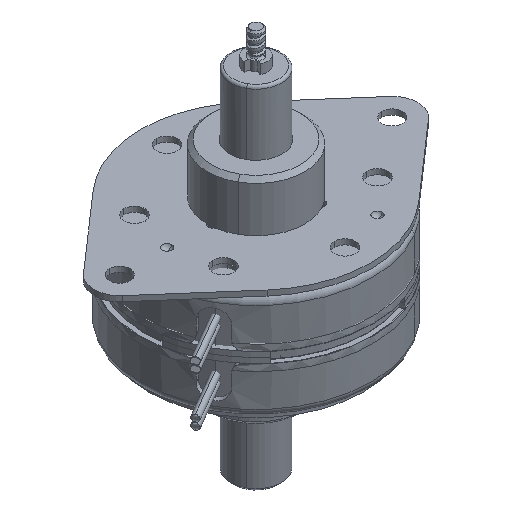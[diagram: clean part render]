
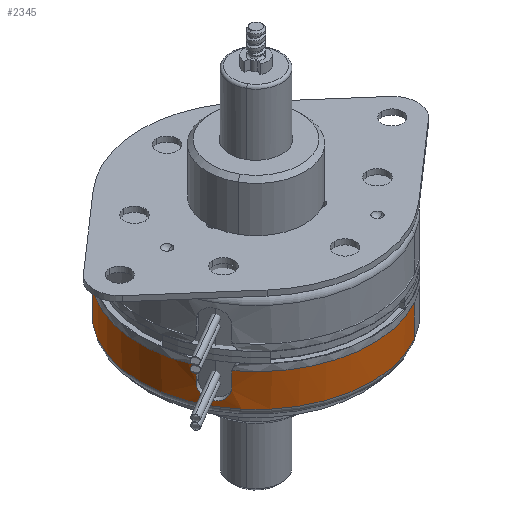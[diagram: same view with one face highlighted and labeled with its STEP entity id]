
A CAD part, isometric view. The second image highlights one B-rep face of the part: STEP entity #2345.
In plain terms, the highlighted cylindrical face has radius 17.856 mm (diameter 35.712 mm), a partial arc.
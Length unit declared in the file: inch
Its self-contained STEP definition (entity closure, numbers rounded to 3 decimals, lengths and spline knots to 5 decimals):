
#1789=CARTESIAN_POINT('',(-0.69855,-0.079,0.123));
#1790=CARTESIAN_POINT('',(-0.69855,-0.079,0.11711));
#1791=CARTESIAN_POINT('',(-0.6987,-0.07768,
0.10532));
#1792=CARTESIAN_POINT('',(-0.69934,-0.0718,
0.08848));
#1793=CARTESIAN_POINT('',(-0.70026,-0.0623,
0.07334));
#1794=CARTESIAN_POINT('',(-0.70129,-0.04965,
0.06069));
#1795=CARTESIAN_POINT('',(-0.70222,-0.03451,
0.0512));
#1796=CARTESIAN_POINT('',(-0.70284,-0.01767,
0.04532));
#1797=CARTESIAN_POINT('',(-0.70309,0.00001,
0.04334));
#1798=CARTESIAN_POINT('',(-0.70284,0.01769,
0.04533));
#1799=CARTESIAN_POINT('',(-0.70222,0.03453,
0.05121));
#1800=CARTESIAN_POINT('',(-0.70129,0.04967,
0.06071));
#1801=CARTESIAN_POINT('',(-0.70026,0.06231,
0.07336));
#1802=CARTESIAN_POINT('',(-0.69934,0.07181,
0.0885));
#1803=CARTESIAN_POINT('',(-0.6987,0.07768,
0.10534));
#1804=CARTESIAN_POINT('',(-0.69855,0.079,0.11712));
#1805=CARTESIAN_POINT('',(-0.69855,0.079,0.123));
#1835=CARTESIAN_POINT('',(0.,0.,0.256));
#1836=DIRECTION('',(0.,0.,-1.));
#1837=DIRECTION('',(0.,-1.,0.));
#1838=AXIS2_PLACEMENT_3D('',#1835,#1836,#1837);
#1854=CARTESIAN_POINT('',(0.,0.,0.256));
#1855=DIRECTION('',(0.,0.,-1.));
#1856=DIRECTION('',(-0.982,0.191,0.));
#1857=AXIS2_PLACEMENT_3D('',#1854,#1855,#1856);
#1872=CARTESIAN_POINT('',(-0.69855,0.079,0.201));
#1873=CARTESIAN_POINT('',(-0.69855,0.079,0.20508));
#1874=CARTESIAN_POINT('',(-0.69845,0.07991,
0.21325));
#1875=CARTESIAN_POINT('',(-0.69797,0.084,
0.22501));
#1876=CARTESIAN_POINT('',(-0.69715,0.09059,
0.23552));
#1877=CARTESIAN_POINT('',(-0.69596,0.09937,
0.24433));
#1878=CARTESIAN_POINT('',(-0.69439,0.10989,
0.25095));
#1879=CARTESIAN_POINT('',(-0.69244,0.12163,
0.25507));
#1880=CARTESIAN_POINT('',(-0.69091,0.12987,0.256));
#1881=CARTESIAN_POINT('',(-0.69011,0.134,0.256));
#1887=DIRECTION('',(0.,0.,1.));
#1888=VECTOR('',#1887,0.078);
#1889=CARTESIAN_POINT('',(-0.69855,-0.079,0.123));
#1890=LINE('',#1889,#1888);
#1891=CARTESIAN_POINT('',(-0.69855,-0.079,0.201));
#1892=CARTESIAN_POINT('',(-0.69855,-0.079,0.20518));
#1893=CARTESIAN_POINT('',(-0.69844,-0.07993,
0.21331));
#1894=CARTESIAN_POINT('',(-0.69797,-0.08404,
0.2251));
#1895=CARTESIAN_POINT('',(-0.69715,-0.09062,
0.23555));
#1896=CARTESIAN_POINT('',(-0.69597,-0.09935,
0.2443));
#1897=CARTESIAN_POINT('',(-0.6944,-0.1098,
0.25091));
#1898=CARTESIAN_POINT('',(-0.69245,-0.12156,
0.25505));
#1899=CARTESIAN_POINT('',(-0.69093,-0.12977,0.256));
#1900=CARTESIAN_POINT('',(-0.69011,-0.134,0.256));
#1902=DIRECTION('',(0.,0.,1.));
#1903=VECTOR('',#1902,0.241);
#1904=CARTESIAN_POINT('',(0.,0.703,0.015));
#1905=LINE('',#1904,#1903);
#1906=DIRECTION('',(0.,0.,-1.));
#1907=VECTOR('',#1906,0.078);
#1908=CARTESIAN_POINT('',(-0.69855,0.079,0.201));
#1909=LINE('',#1908,#1907);
#1910=DIRECTION('',(0.,0.,1.));
#1911=VECTOR('',#1910,0.241);
#1912=CARTESIAN_POINT('',(0.,-0.703,0.015));
#1913=LINE('',#1912,#1911);
#1929=CARTESIAN_POINT('',(0.,0.,0.015));
#1930=DIRECTION('',(0.,0.,1.));
#1931=DIRECTION('',(0.,1.,0.));
#1932=AXIS2_PLACEMENT_3D('',#1929,#1930,#1931);
#2046=CARTESIAN_POINT('',(-0.69855,-0.079,0.123));
#2047=VERTEX_POINT('',#2046);
#2048=VERTEX_POINT('',#1805);
#2049=CARTESIAN_POINT('',(-0.69855,-0.079,0.201));
#2050=VERTEX_POINT('',#2049);
#2051=CARTESIAN_POINT('',(-0.69011,-0.134,0.256));
#2052=VERTEX_POINT('',#2051);
#2053=CARTESIAN_POINT('',(-0.69011,0.134,0.256));
#2054=VERTEX_POINT('',#2053);
#2055=CARTESIAN_POINT('',(0.,0.703,0.256));
#2056=VERTEX_POINT('',#2055);
#2057=CARTESIAN_POINT('',(0.,-0.703,0.256));
#2058=VERTEX_POINT('',#2057);
#2059=CARTESIAN_POINT('',(-0.69855,0.079,0.201));
#2060=VERTEX_POINT('',#2059);
#2061=CARTESIAN_POINT('',(0.,-0.703,0.015));
#2062=VERTEX_POINT('',#2061);
#2063=CARTESIAN_POINT('',(0.,0.703,0.015));
#2064=VERTEX_POINT('',#2063);
#2325=CARTESIAN_POINT('',(0.,0.,-0.0128));
#2326=DIRECTION('',(0.,0.,1.));
#2327=DIRECTION('',(0.,1.,0.));
#2328=AXIS2_PLACEMENT_3D('',#2325,#2326,#2327);
#2329=CYLINDRICAL_SURFACE('',#2328,0.703);
#2330=ORIENTED_EDGE('',*,*,#2221,.F.);
#2331=ORIENTED_EDGE('',*,*,#2236,.T.);
#2332=ORIENTED_EDGE('',*,*,#2250,.T.);
#2333=ORIENTED_EDGE('',*,*,#2265,.F.);
#2335=ORIENTED_EDGE('',*,*,#2334,.F.);
#2337=ORIENTED_EDGE('',*,*,#2336,.F.);
#2339=ORIENTED_EDGE('',*,*,#2338,.T.);
#2340=ORIENTED_EDGE('',*,*,#2291,.F.);
#2341=ORIENTED_EDGE('',*,*,#2306,.F.);
#2342=ORIENTED_EDGE('',*,*,#2319,.T.);
#2343=EDGE_LOOP('',(#2330,#2331,#2332,#2333,#2335,#2337,#2339,#2340,#2341,
#2342));
#2344=FACE_OUTER_BOUND('',#2343,.F.);
#2345=ADVANCED_FACE('',(#2344),#2329,.T.);
#1806=B_SPLINE_CURVE_WITH_KNOTS('',3,(#1789,#1790,#1791,#1792,#1793,#1794,#1795,
#1796,#1797,#1798,#1799,#1800,#1801,#1802,#1803,#1804,#1805),.UNSPECIFIED.,.F.,
.F.,(4,1,1,1,1,1,1,1,1,1,1,1,1,1,4),(0.,0.07143,0.14286,
0.21429,0.28571,0.35714,0.42857,0.5,
0.57143,0.64286,0.71429,0.78571,
0.85714,0.92857,1.),.UNSPECIFIED.);
#1839=CIRCLE('',#1838,0.703);
#1858=CIRCLE('',#1857,0.703);
#1882=B_SPLINE_CURVE_WITH_KNOTS('',3,(#1872,#1873,#1874,#1875,#1876,#1877,#1878,
#1879,#1880,#1881),.UNSPECIFIED.,.F.,.F.,(4,1,1,1,1,1,1,4),(0.,
0.14286,0.28571,0.42857,0.57143,
0.71429,0.85714,1.),.UNSPECIFIED.);
#1901=B_SPLINE_CURVE_WITH_KNOTS('',3,(#1891,#1892,#1893,#1894,#1895,#1896,#1897,
#1898,#1899,#1900),.UNSPECIFIED.,.F.,.F.,(4,1,1,1,1,1,1,4),(0.,
0.14286,0.28571,0.42857,0.57143,
0.71429,0.85714,1.),.UNSPECIFIED.);
#1933=CIRCLE('',#1932,0.703);
#2221=EDGE_CURVE('',#2047,#2048,#1806,.T.);
#2236=EDGE_CURVE('',#2047,#2050,#1890,.T.);
#2250=EDGE_CURVE('',#2050,#2052,#1901,.T.);
#2265=EDGE_CURVE('',#2058,#2052,#1839,.T.);
#2291=EDGE_CURVE('',#2054,#2056,#1858,.T.);
#2306=EDGE_CURVE('',#2060,#2054,#1882,.T.);
#2319=EDGE_CURVE('',#2060,#2048,#1909,.T.);
#2334=EDGE_CURVE('',#2062,#2058,#1913,.T.);
#2336=EDGE_CURVE('',#2064,#2062,#1933,.T.);
#2338=EDGE_CURVE('',#2064,#2056,#1905,.T.);
